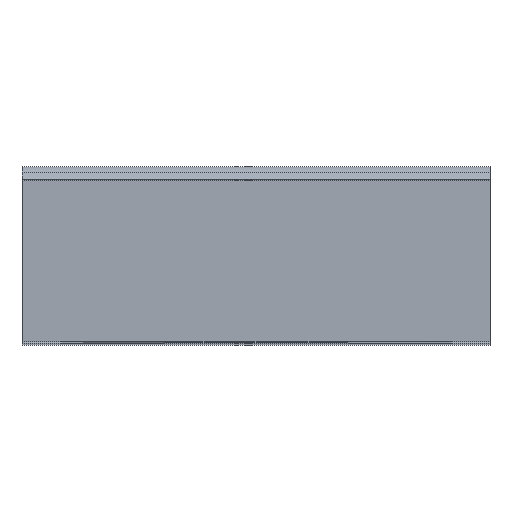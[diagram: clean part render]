
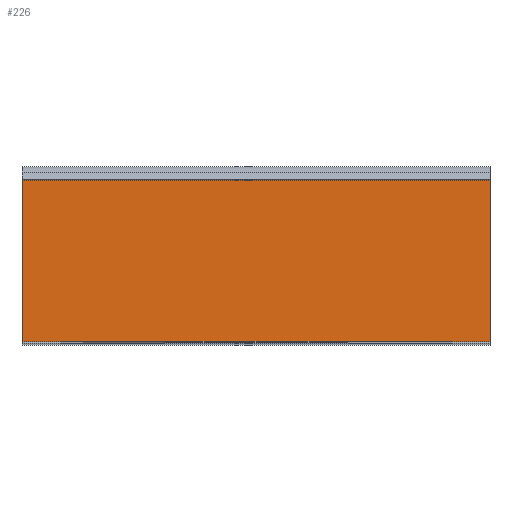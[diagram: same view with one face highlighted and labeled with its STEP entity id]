
A CAD part, top view. The second image highlights one B-rep face of the part: STEP entity #226.
In plain terms, the highlighted planar face has unit normal (0, 0, 1).
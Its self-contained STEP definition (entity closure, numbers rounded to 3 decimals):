
#125 = VERTEX_POINT ( 'NONE', #443 ) ;
#200 = EDGE_CURVE ( 'NONE', #125, #1269, #1369, .T. ) ;
#226 = ADVANCED_FACE ( 'NONE', ( #974 ), #1105, .T. ) ;
#260 = DIRECTION ( 'NONE',  ( 0., -1., 0. ) ) ;
#340 = AXIS2_PLACEMENT_3D ( 'NONE', #1207, #999, #260 ) ;
#383 = ORIENTED_EDGE ( 'NONE', *, *, #1018, .T. ) ;
#443 = CARTESIAN_POINT ( 'NONE',  ( -150., 105.5, -12.75 ) ) ;
#464 = CARTESIAN_POINT ( 'NONE',  ( -150., 1., -12.75 ) ) ;
#485 = EDGE_CURVE ( 'NONE', #873, #1269, #1290, .T. ) ;
#527 = DIRECTION ( 'NONE',  ( 0., 1., 0. ) ) ;
#552 = ORIENTED_EDGE ( 'NONE', *, *, #200, .T. ) ;
#568 = CARTESIAN_POINT ( 'NONE',  ( 0., 105.5, -12.75 ) ) ;
#586 = CARTESIAN_POINT ( 'NONE',  ( 0., 1., -12.75 ) ) ;
#703 = DIRECTION ( 'NONE',  ( -1., 0., 0. ) ) ;
#719 = DIRECTION ( 'NONE',  ( 0., -1., 0. ) ) ;
#723 = CARTESIAN_POINT ( 'NONE',  ( 150., 1., -12.75 ) ) ;
#790 = CARTESIAN_POINT ( 'NONE',  ( 150., 105.5, -12.75 ) ) ;
#836 = VECTOR ( 'NONE', #703, 1000. ) ;
#872 = EDGE_LOOP ( 'NONE', ( #383, #936, #552, #965 ) ) ;
#873 = VERTEX_POINT ( 'NONE', #723 ) ;
#876 = LINE ( 'NONE', #568, #905 ) ;
#889 = EDGE_CURVE ( 'NONE', #1414, #125, #876, .T. ) ;
#905 = VECTOR ( 'NONE', #1404, 1000. ) ;
#932 = CARTESIAN_POINT ( 'NONE',  ( -150., -13.303, -12.75 ) ) ;
#936 = ORIENTED_EDGE ( 'NONE', *, *, #889, .T. ) ;
#965 = ORIENTED_EDGE ( 'NONE', *, *, #485, .F. ) ;
#974 = FACE_OUTER_BOUND ( 'NONE', #872, .T. ) ;
#999 = DIRECTION ( 'NONE',  ( 0., 0., 1. ) ) ;
#1018 = EDGE_CURVE ( 'NONE', #873, #1414, #1365, .T. ) ;
#1105 = PLANE ( 'NONE',  #340 ) ;
#1205 = CARTESIAN_POINT ( 'NONE',  ( 150., -13.303, -12.75 ) ) ;
#1207 = CARTESIAN_POINT ( 'NONE',  ( 0., -13.303, -12.75 ) ) ;
#1269 = VERTEX_POINT ( 'NONE', #464 ) ;
#1290 = LINE ( 'NONE', #586, #836 ) ;
#1350 = VECTOR ( 'NONE', #527, 1000. ) ;
#1365 = LINE ( 'NONE', #1205, #1350 ) ;
#1369 = LINE ( 'NONE', #932, #1402 ) ;
#1402 = VECTOR ( 'NONE', #719, 1000. ) ;
#1404 = DIRECTION ( 'NONE',  ( -1., 0., 0. ) ) ;
#1414 = VERTEX_POINT ( 'NONE', #790 ) ;
